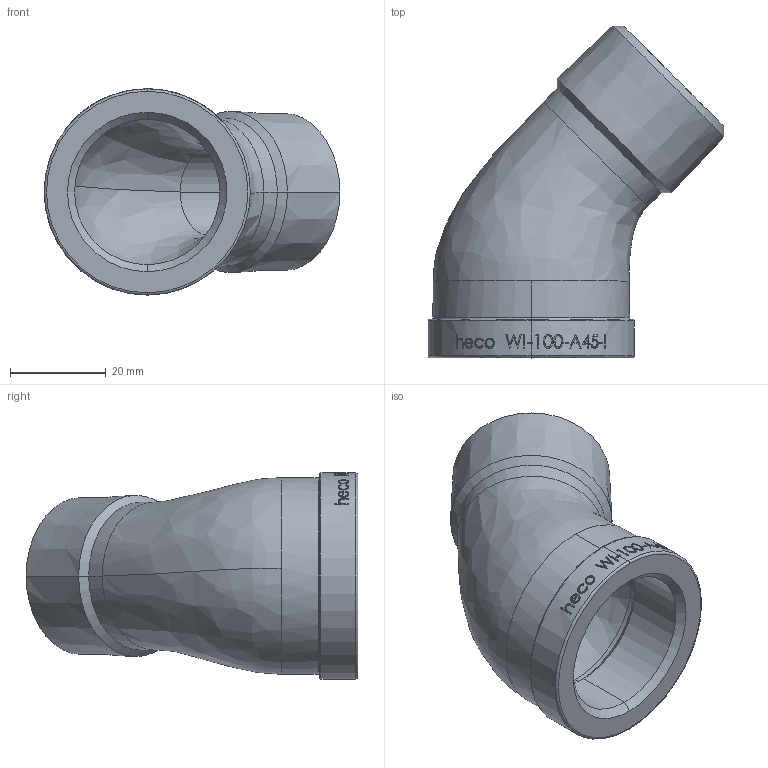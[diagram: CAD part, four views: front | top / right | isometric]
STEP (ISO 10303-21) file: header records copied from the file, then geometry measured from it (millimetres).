
FILE_DESCRIPTION (( 'STEP AP214' ), '1' );
FILE_NAME ('heco_WI-100-A45-I.STEP', '2017-05-22T06:41:50', ( '' ), ( '' ), 'SwSTEP 2.0', 'SolidWorks 2016', '' );
FILE_SCHEMA (( 'AUTOMOTIVE_DESIGN' ));
Length unit declared in the file: millimetre
Products named in the file (1): heco_WI-100-A45-I
Bounding box: 61.68 x 69.18 x 43 mm (x, y, z)
Volume: 37571.4 mm3; surface area: 14657.9 mm2
Topology: 1 solids, 1 shells, 202 faces, 510 edges, 332 vertices
Faces by surface type: bspline 87, plane 63, cylinder 34, cone 10, torus 8
Entity records: 17075 total; most frequent: CARTESIAN_POINT 11114, ORIENTED_EDGE 1020, DIRECTION 594, EDGE_CURVE 510, VERTEX_POINT 332, B_SPLINE_CURVE_WITH_KNOTS 274, AXIS2_PLACEMENT_3D 242, EDGE_LOOP 226
